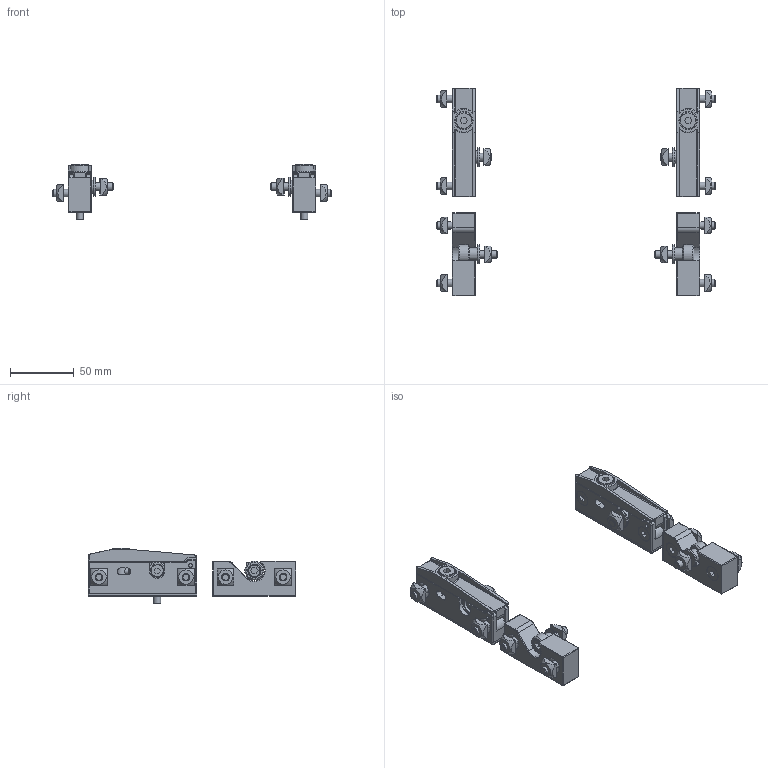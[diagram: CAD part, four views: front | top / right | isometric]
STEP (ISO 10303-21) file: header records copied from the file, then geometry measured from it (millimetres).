
FILE_DESCRIPTION(/* description */ ('STEP AP214'),/* implementation_level */ '2;1');
FILE_NAME(/* name */ 'FPS00.stp',/* time_stamp */ '2022-07-11T15:41:55+02:00',/* author */ (''),/* organization */ (''),/* preprocessor_version */ 'ST-DEVELOPER v18.1',/* originating_system */ 'Autodesk Inventor 2021',/* authorisation */ '');
FILE_SCHEMA (('AUTOMOTIVE_DESIGN { 1 0 10303 214 3 1 1 }'));
Length unit declared in the file: millimetre
Products named in the file (1): FPS00
Bounding box: 217.36 x 162.43 x 43.25 mm (x, y, z)
Volume: 155813.4 mm3; surface area: 86385.1 mm2
Topology: 52 solids, 52 shells, 964 faces, 2296 edges, 1424 vertices
Faces by surface type: plane 464, cylinder 296, cone 60, bspline 56, torus 46, sphere 42
Full cylindrical faces by diameter (mm): 2 x16, 3 x6, 3.2 x2, 3.5 x8, 5 x4, 5.5 x2, 6 x26, 6.6 x12, 8 x2, 8.5 x2, 10 x8, 10.5 x4, 12 x8, 13 x2, 14.5 x2, 15 x8
Entity records: 41496 total; most frequent: CARTESIAN_POINT 19007, DIRECTION 4766, ORIENTED_EDGE 4488, EDGE_CURVE 2244, AXIS2_PLACEMENT_3D 1747, VERTEX_POINT 1424, LINE 1272, VECTOR 1272
